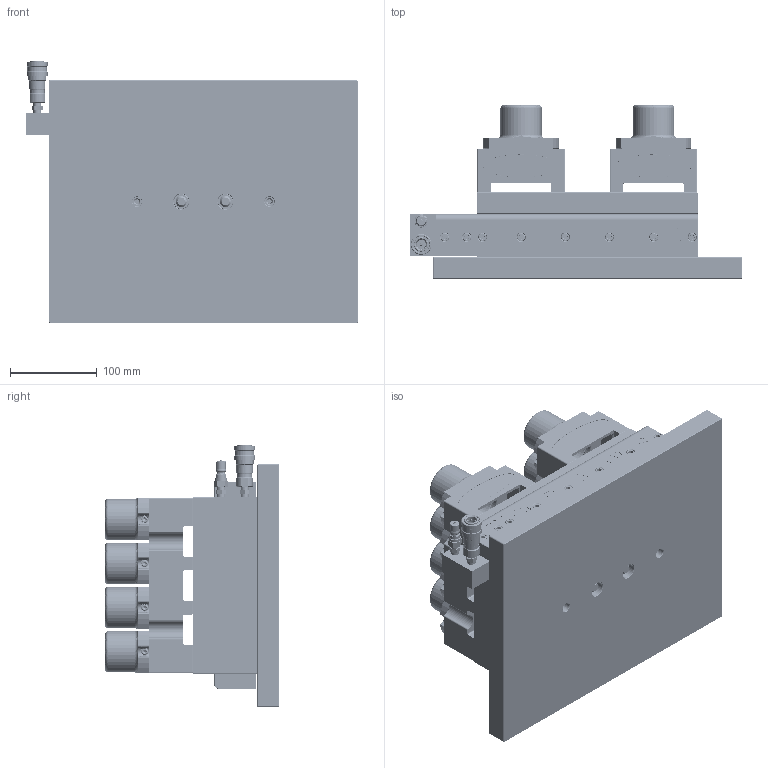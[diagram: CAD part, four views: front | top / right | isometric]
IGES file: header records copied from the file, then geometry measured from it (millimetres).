
Start section: SolidWorks IGES file using analytic representation for surfaces
Global section: file name: 3420-5C08-DL-CP [ 8 STATION 5C ASSEMBLY ][ REV.B ].IGS; native system: SolidWorks 2022; preprocessor: SolidWorks 2022; author: mloukes; date: 221010.130118; units: inch
Bounding box: 381.63 x 199.92 x 301.42 mm (x, y, z)
Surface area: 1186062.2 mm2 (no closed solid volume)
Topology: 0 solids, 0 shells, 7993 faces, 109642 edges, 109330 vertices
Faces by surface type: revolution 4223, bspline 3770
